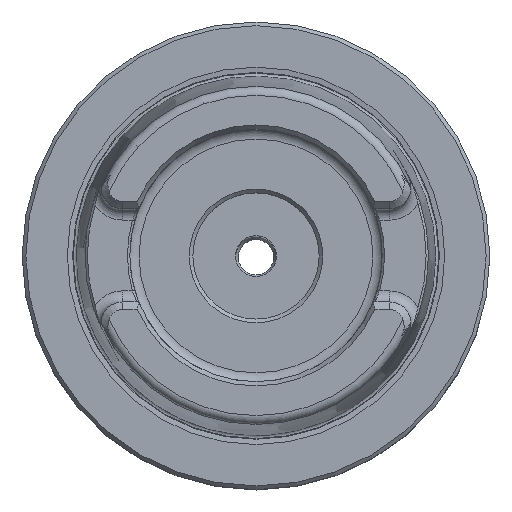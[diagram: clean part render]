
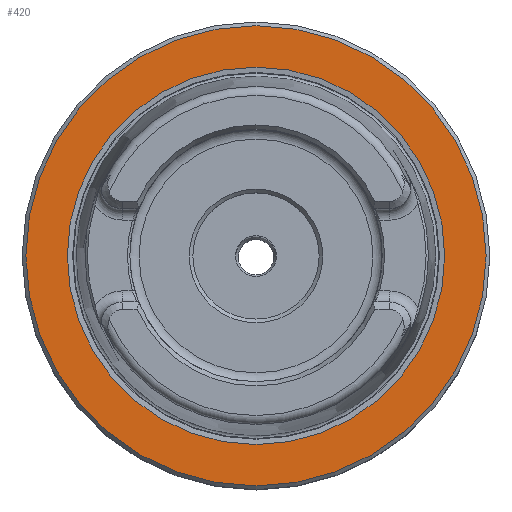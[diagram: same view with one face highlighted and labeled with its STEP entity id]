
A CAD part, top view. The second image highlights one B-rep face of the part: STEP entity #420.
In plain terms, the highlighted planar face has unit normal (0, 0, 1).
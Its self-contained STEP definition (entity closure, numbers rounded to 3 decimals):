
#333=PLANE('',#1765);
#420=ADVANCED_FACE('',(#575,#576),#333,.F.);
#575=FACE_BOUND('',#669,.T.);
#576=FACE_BOUND('',#670,.T.);
#669=EDGE_LOOP('',(#889));
#670=EDGE_LOOP('',(#890));
#889=ORIENTED_EDGE('',*,*,#1425,.T.);
#890=ORIENTED_EDGE('',*,*,#1420,.T.);
#1266=VERTEX_POINT('',#2916);
#1271=VERTEX_POINT('',#2932);
#1420=EDGE_CURVE('',#1266,#1266,#1598,.T.);
#1425=EDGE_CURVE('',#1271,#1271,#1603,.T.);
#1598=CIRCLE('',#1753,25.42);
#1603=CIRCLE('',#1764,31.);
#1753=AXIS2_PLACEMENT_3D('',#2915,#2035,#2036);
#1764=AXIS2_PLACEMENT_3D('',#2931,#2057,#2058);
#1765=AXIS2_PLACEMENT_3D('',#2933,#2059,#2060);
#2035=DIRECTION('',(0.,0.,-1.));
#2036=DIRECTION('',(1.,0.,0.));
#2057=DIRECTION('',(0.,0.,1.));
#2058=DIRECTION('',(1.,0.,0.));
#2059=DIRECTION('',(0.,0.,-1.));
#2060=DIRECTION('',(-1.,0.,0.));
#2915=CARTESIAN_POINT('',(0.,0.,0.));
#2916=CARTESIAN_POINT('',(25.42,0.,0.));
#2931=CARTESIAN_POINT('',(0.,0.,0.));
#2932=CARTESIAN_POINT('',(31.,0.,0.));
#2933=CARTESIAN_POINT('',(-31.5,0.,0.));
